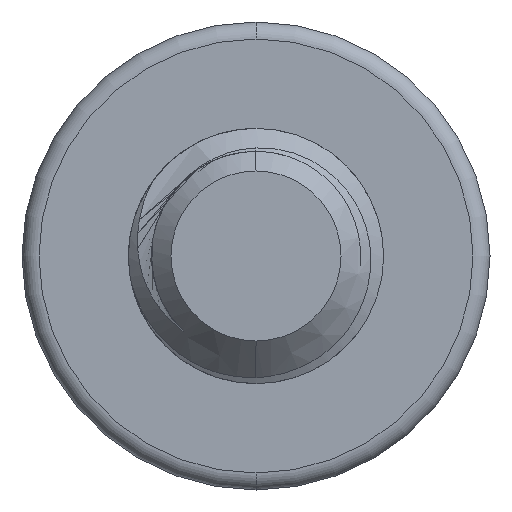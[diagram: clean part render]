
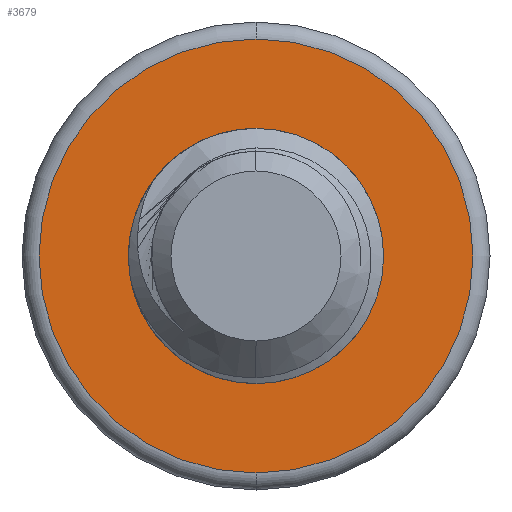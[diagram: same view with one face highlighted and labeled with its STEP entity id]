
A CAD part, front view. The second image highlights one B-rep face of the part: STEP entity #3679.
In plain terms, the highlighted planar face has unit normal (0, -1, 0).
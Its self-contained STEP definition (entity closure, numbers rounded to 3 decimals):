
#78 = CIRCLE ( 'NONE', #5655, 1.5 ) ;
#539 = DIRECTION ( 'NONE',  ( 0., 0., 1. ) ) ;
#590 = ORIENTED_EDGE ( 'NONE', *, *, #6044, .T. ) ;
#1055 = AXIS2_PLACEMENT_3D ( 'NONE', #1333, #5445, #8221 ) ;
#1062 = AXIS2_PLACEMENT_3D ( 'NONE', #7654, #8296, #1453 ) ;
#1333 = CARTESIAN_POINT ( 'NONE',  ( 0., 45., 0. ) ) ;
#1453 = DIRECTION ( 'NONE',  ( 0., 0., 1. ) ) ;
#1656 = AXIS2_PLACEMENT_3D ( 'NONE', #8302, #2238, #4980 ) ;
#1881 = CARTESIAN_POINT ( 'NONE',  ( 0., 45., 1.5 ) ) ;
#1897 = CARTESIAN_POINT ( 'NONE',  ( 0., 45., 0. ) ) ;
#1926 = FACE_BOUND ( 'NONE', #6419, .T. ) ;
#2212 = CIRCLE ( 'NONE', #1062, 2.55 ) ;
#2238 = DIRECTION ( 'NONE',  ( 0., 1., 0. ) ) ;
#2284 = VERTEX_POINT ( 'NONE', #1881 ) ;
#2574 = ORIENTED_EDGE ( 'NONE', *, *, #6096, .T. ) ;
#2876 = VERTEX_POINT ( 'NONE', #6561 ) ;
#2964 = VERTEX_POINT ( 'NONE', #5782 ) ;
#3370 = CIRCLE ( 'NONE', #1055, 2.55 ) ;
#3669 = AXIS2_PLACEMENT_3D ( 'NONE', #7357, #6066, #539 ) ;
#3679 = ADVANCED_FACE ( 'NONE', ( #4000, #1926 ), #8841, .F. ) ;
#4000 = FACE_OUTER_BOUND ( 'NONE', #6584, .T. ) ;
#4815 = DIRECTION ( 'NONE',  ( 0., 0., 1. ) ) ;
#4826 = EDGE_CURVE ( 'NONE', #2964, #2284, #8298, .T. ) ;
#4980 = DIRECTION ( 'NONE',  ( 0., 0., 1. ) ) ;
#5445 = DIRECTION ( 'NONE',  ( 0., -1., 0. ) ) ;
#5655 = AXIS2_PLACEMENT_3D ( 'NONE', #1897, #8261, #4815 ) ;
#5782 = CARTESIAN_POINT ( 'NONE',  ( 0., 45., -1.5 ) ) ;
#6044 = EDGE_CURVE ( 'NONE', #6433, #2876, #3370, .T. ) ;
#6066 = DIRECTION ( 'NONE',  ( 0., 1., 0. ) ) ;
#6096 = EDGE_CURVE ( 'NONE', #2284, #2964, #78, .T. ) ;
#6168 = ORIENTED_EDGE ( 'NONE', *, *, #4826, .T. ) ;
#6301 = CARTESIAN_POINT ( 'NONE',  ( 0., 45., 2.55 ) ) ;
#6419 = EDGE_LOOP ( 'NONE', ( #6168, #2574 ) ) ;
#6433 = VERTEX_POINT ( 'NONE', #6301 ) ;
#6561 = CARTESIAN_POINT ( 'NONE',  ( 0., 45., -2.55 ) ) ;
#6584 = EDGE_LOOP ( 'NONE', ( #590, #8830 ) ) ;
#7293 = EDGE_CURVE ( 'NONE', #2876, #6433, #2212, .T. ) ;
#7357 = CARTESIAN_POINT ( 'NONE',  ( 0., 45., 0. ) ) ;
#7654 = CARTESIAN_POINT ( 'NONE',  ( 0., 45., 0. ) ) ;
#8221 = DIRECTION ( 'NONE',  ( 0., 0., 1. ) ) ;
#8261 = DIRECTION ( 'NONE',  ( 0., 1., 0. ) ) ;
#8296 = DIRECTION ( 'NONE',  ( 0., -1., 0. ) ) ;
#8298 = CIRCLE ( 'NONE', #1656, 1.5 ) ;
#8302 = CARTESIAN_POINT ( 'NONE',  ( 0., 45., 0. ) ) ;
#8830 = ORIENTED_EDGE ( 'NONE', *, *, #7293, .T. ) ;
#8841 = PLANE ( 'NONE',  #3669 ) ;
